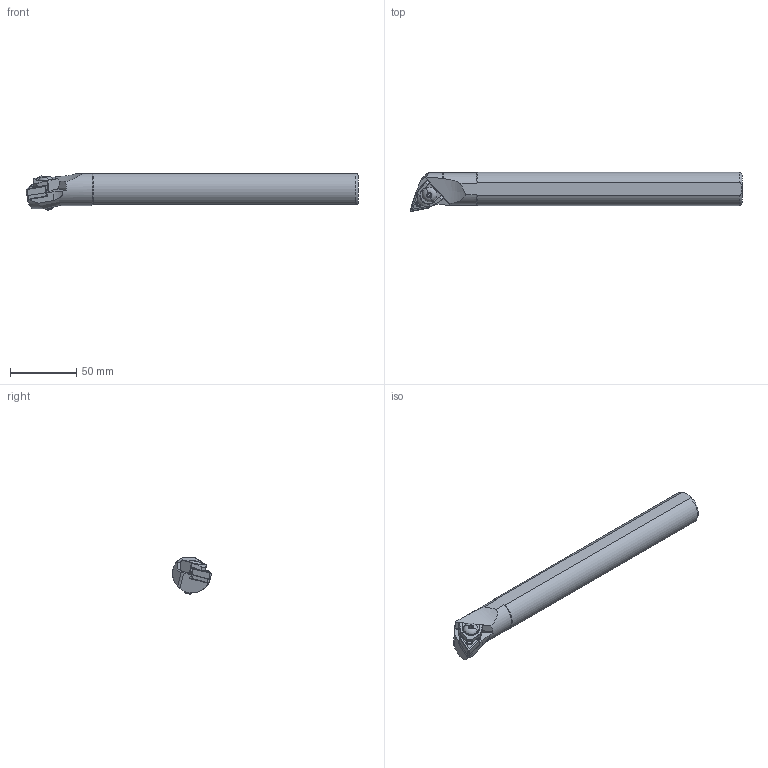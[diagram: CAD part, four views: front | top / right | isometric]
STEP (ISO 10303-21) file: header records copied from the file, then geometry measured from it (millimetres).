
FILE_DESCRIPTION (( 'STEP AP214' ), '1' );
FILE_NAME ('S25S-MTQNR-16-LIGHT.STP', '2023-10-25T05:35:29', ( '' ), ( '' ), 'SwSTEP 2.0', 'SolidWorks 2018', '' );
FILE_SCHEMA (( 'AUTOMOTIVE_DESIGN' ));
Length unit declared in the file: millimetre
Products named in the file (1): S25S-MTQNR-16-LIGHT
Bounding box: 250 x 29.5 x 27.15 mm (x, y, z)
Volume: 114898.3 mm3; surface area: 21756.5 mm2
Topology: 2 solids, 3 shells, 242 faces, 606 edges, 372 vertices
Faces by surface type: plane 102, cylinder 63, cone 42, torus 20, bspline 13, sphere 2
Entity records: 10846 total; most frequent: CARTESIAN_POINT 4218, ORIENTED_EDGE 1196, DIRECTION 1104, EDGE_CURVE 598, AXIS2_PLACEMENT_3D 408, VERTEX_POINT 372, VECTOR 288, LINE 288
